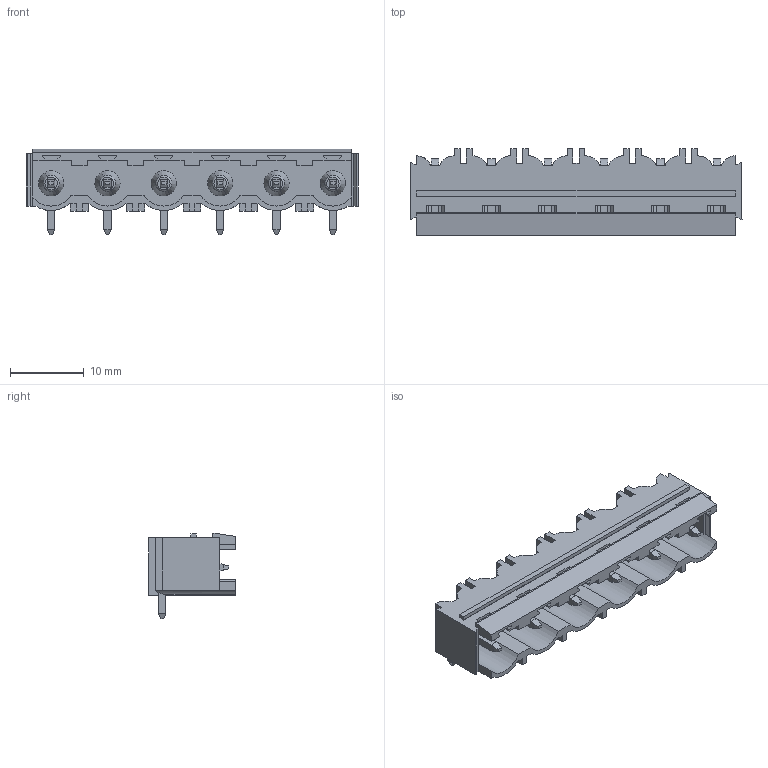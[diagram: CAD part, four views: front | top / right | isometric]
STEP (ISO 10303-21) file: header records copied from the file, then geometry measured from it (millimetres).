
FILE_DESCRIPTION(('CATIA V5 STEP Exchange','CAx-IF Rec.Pracs.--- Model Styling and Organization---1.4--- 2014-01-23'),'2;1');
FILE_NAME ('D1453716_1_1624410000_1624410000.stp','2021-02-15T09:14:04+00:00',('none'),('Weidmueller'),'CATIA Version 5-6 Release 2016 SP3 HF44','CATIA V5 STEP AP214','none');
FILE_SCHEMA(('AUTOMOTIVE_DESIGN { 1 0 10303 214 1 1 1 1 }'));
Length unit declared in the file: millimetre
Products named in the file (1): 1624410000
Bounding box: 44.9 x 11.75 x 11.6 mm (x, y, z)
Volume: 1524.5 mm3; surface area: 3754.8 mm2
Topology: 7 solids, 7 shells, 410 faces, 1158 edges, 757 vertices
Faces by surface type: plane 332, cylinder 48, torus 12, cone 12, extrusion 6
Entity records: 12512 total; most frequent: CARTESIAN_POINT 2558, ORIENTED_EDGE 2316, DIRECTION 1616, EDGE_CURVE 1158, VECTOR 987, LINE 981, VERTEX_POINT 757, EDGE_LOOP 429
